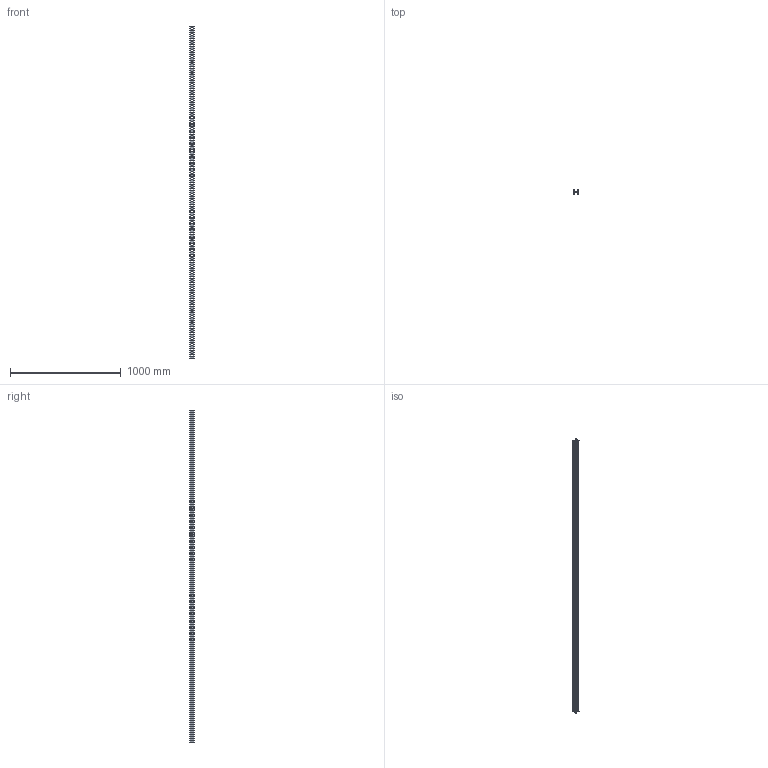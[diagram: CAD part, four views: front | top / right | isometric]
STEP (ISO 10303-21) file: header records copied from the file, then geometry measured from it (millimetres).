
FILE_DESCRIPTION (( 'STEP AP203' ), '1' );
FILE_NAME ('Ïðîôèëü C-îáðàçíûé äâîéíîé 21_BPD2106HDZ.STEP', '2012-11-16T08:32:47', ( 'Àñååâ' ), ( '' ), 'SwSTEP 2.0', 'SolidWorks 2012', '' );
FILE_SCHEMA (( 'CONFIG_CONTROL_DESIGN' ));
Length unit declared in the file: millimetre
Products named in the file (1): Ïðîôèëü C-îáðàçíûé äâîéíîé 21_BPD2106HDZ
Bounding box: 41 x 42 x 3000 mm (x, y, z)
Volume: 1440134.2 mm3; surface area: 1030096.3 mm2
Topology: 1 solids, 1 shells, 296 faces, 882 edges, 588 vertices
Faces by surface type: plane 152, cylinder 144
Entity records: 10331 total; most frequent: CARTESIAN_POINT 1767, ORIENTED_EDGE 1764, DIRECTION 1764, EDGE_CURVE 882, VECTOR 594, LINE 594, VERTEX_POINT 588, AXIS2_PLACEMENT_3D 585
